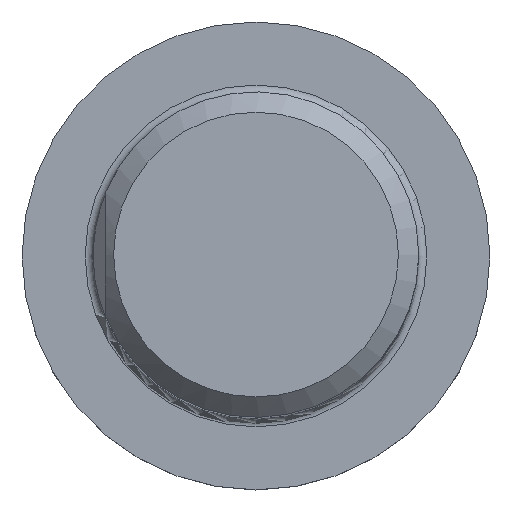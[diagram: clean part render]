
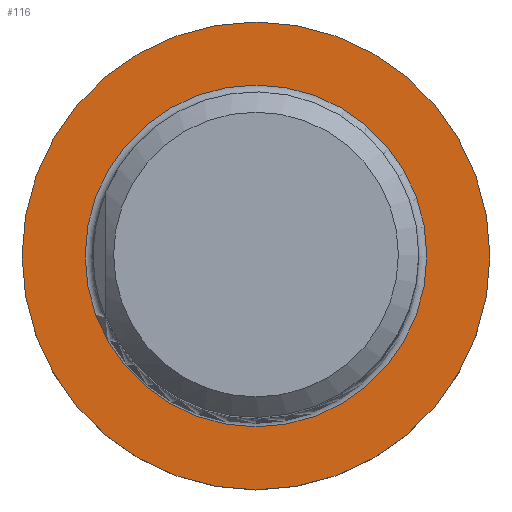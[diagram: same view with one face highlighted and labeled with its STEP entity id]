
A CAD part, top view. The second image highlights one B-rep face of the part: STEP entity #116.
In plain terms, the highlighted planar face has unit normal (0, 0, 1).
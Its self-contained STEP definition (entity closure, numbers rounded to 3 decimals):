
#58=FACE_BOUND('',#217,.T.);
#59=FACE_BOUND('',#218,.T.);
#81=PLANE('',#883);
#116=ADVANCED_FACE('',(#58,#59),#81,.T.);
#217=EDGE_LOOP('',(#461));
#218=EDGE_LOOP('',(#462));
#461=ORIENTED_EDGE('',*,*,#729,.T.);
#462=ORIENTED_EDGE('',*,*,#721,.F.);
#629=VERTEX_POINT('',#1365);
#636=VERTEX_POINT('',#1388);
#721=EDGE_CURVE('',#629,#629,#781,.T.);
#729=EDGE_CURVE('',#636,#636,#785,.T.);
#781=CIRCLE('',#874,11.5);
#785=CIRCLE('',#882,8.4);
#874=AXIS2_PLACEMENT_3D('',#1364,#1056,#1057);
#882=AXIS2_PLACEMENT_3D('',#1387,#1074,#1075);
#883=AXIS2_PLACEMENT_3D('',#1389,#1076,#1077);
#1056=DIRECTION('',(0.,0.,-1.));
#1057=DIRECTION('',(-1.,0.,0.));
#1074=DIRECTION('',(0.,0.,-1.));
#1075=DIRECTION('',(1.,0.,0.));
#1076=DIRECTION('',(0.,0.,1.));
#1077=DIRECTION('',(1.,0.,0.));
#1364=CARTESIAN_POINT('',(0.,0.,0.));
#1365=CARTESIAN_POINT('',(-11.5,0.,0.));
#1387=CARTESIAN_POINT('',(0.,0.,0.));
#1388=CARTESIAN_POINT('',(8.4,0.,0.));
#1389=CARTESIAN_POINT('',(11.5,0.,0.));
